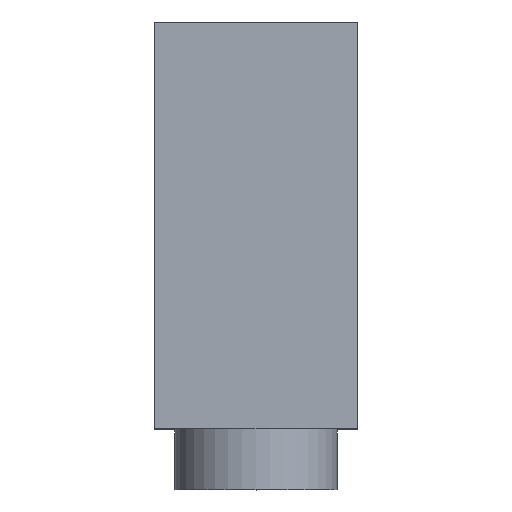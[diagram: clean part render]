
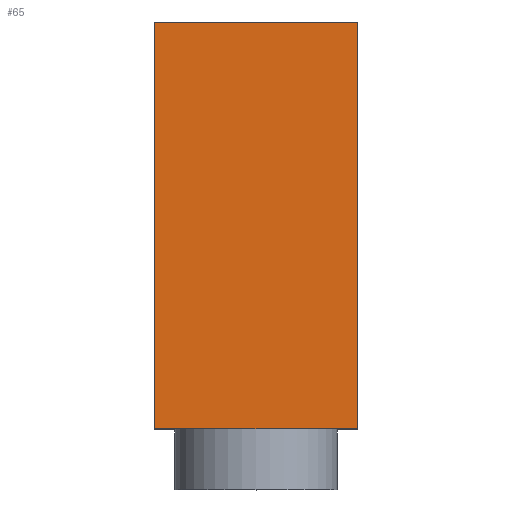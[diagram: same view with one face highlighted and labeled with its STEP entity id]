
A CAD part, top view. The second image highlights one B-rep face of the part: STEP entity #65.
In plain terms, the highlighted planar face has unit normal (0, 0, 1).
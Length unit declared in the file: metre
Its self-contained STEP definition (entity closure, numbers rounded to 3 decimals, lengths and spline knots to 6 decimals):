
#65 = ADVANCED_FACE( '', ( #150 ), #151, .T. );
#150 = FACE_OUTER_BOUND( '', #259, .T. );
#151 = PLANE( '', #260 );
#259 = EDGE_LOOP( '', ( #381, #382, #383, #384, #385 ) );
#260 = AXIS2_PLACEMENT_3D( '', #386, #387, #388 );
#381 = ORIENTED_EDGE( '', *, *, #613, .F. );
#382 = ORIENTED_EDGE( '', *, *, #614, .T. );
#383 = ORIENTED_EDGE( '', *, *, #615, .T. );
#384 = ORIENTED_EDGE( '', *, *, #616, .F. );
#385 = ORIENTED_EDGE( '', *, *, #617, .F. );
#386 = CARTESIAN_POINT( '', ( 0., 0., 0.004 ) );
#387 = DIRECTION( '', ( 0., 0., 1. ) );
#388 = DIRECTION( '', ( 1., 0., 0. ) );
#613 = EDGE_CURVE( '', #717, #718, #719, .T. );
#614 = EDGE_CURVE( '', #717, #720, #721, .T. );
#615 = EDGE_CURVE( '', #720, #722, #723, .T. );
#616 = EDGE_CURVE( '', #724, #722, #725, .T. );
#617 = EDGE_CURVE( '', #718, #724, #726, .T. );
#717 = VERTEX_POINT( '', #863 );
#718 = VERTEX_POINT( '', #864 );
#719 = LINE( '', #865, #866 );
#720 = VERTEX_POINT( '', #867 );
#721 = LINE( '', #868, #869 );
#722 = VERTEX_POINT( '', #870 );
#723 = LINE( '', #871, #872 );
#724 = VERTEX_POINT( '', #873 );
#725 = LINE( '', #874, #875 );
#726 = LINE( '', #876, #877 );
#863 = CARTESIAN_POINT( '', ( 0.0025, 0.005, 0.004 ) );
#864 = CARTESIAN_POINT( '', ( 0.0025, -0.005, 0.004 ) );
#865 = CARTESIAN_POINT( '', ( 0.0025, 0., 0.004 ) );
#866 = VECTOR( '', #1035, 1. );
#867 = CARTESIAN_POINT( '', ( -0.0025, 0.005, 0.004 ) );
#868 = CARTESIAN_POINT( '', ( 0., 0.005, 0.004 ) );
#869 = VECTOR( '', #1036, 1. );
#870 = CARTESIAN_POINT( '', ( -0.0025, -0.005, 0.004 ) );
#871 = CARTESIAN_POINT( '', ( -0.0025, 0., 0.004 ) );
#872 = VECTOR( '', #1037, 1. );
#873 = CARTESIAN_POINT( '', ( 0., -0.005, 0.004 ) );
#874 = CARTESIAN_POINT( '', ( 0., -0.005, 0.004 ) );
#875 = VECTOR( '', #1038, 1. );
#876 = CARTESIAN_POINT( '', ( 0., -0.005, 0.004 ) );
#877 = VECTOR( '', #1039, 1. );
#1035 = DIRECTION( '', ( 0., -1., 0. ) );
#1036 = DIRECTION( '', ( -1., 0., 0. ) );
#1037 = DIRECTION( '', ( 0., -1., 0. ) );
#1038 = DIRECTION( '', ( -1., 0., 0. ) );
#1039 = DIRECTION( '', ( -1., 0., 0. ) );
